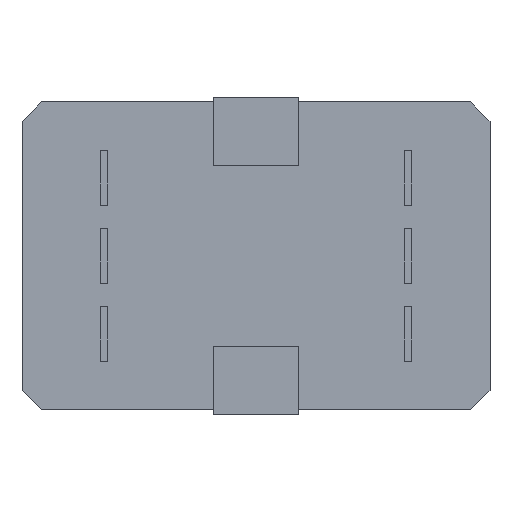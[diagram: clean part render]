
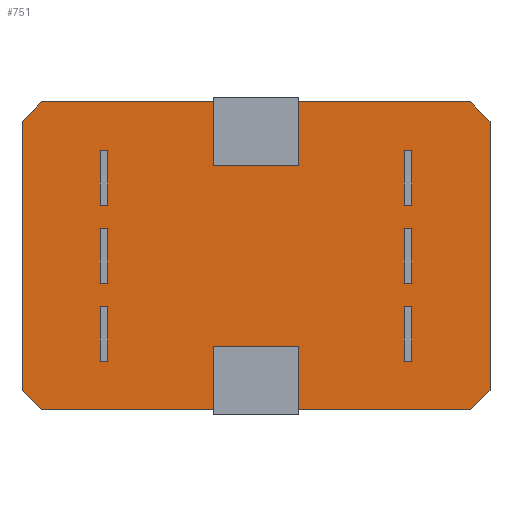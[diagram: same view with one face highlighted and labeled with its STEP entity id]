
A CAD part, top view. The second image highlights one B-rep face of the part: STEP entity #751.
In plain terms, the highlighted planar face has unit normal (0, 0, 1).
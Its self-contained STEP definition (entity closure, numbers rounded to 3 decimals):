
#57=FACE_OUTER_BOUND('',#95,.T.);
#95=EDGE_LOOP('',(#552,#553,#554,#555,#556,#557,#558,#559));
#140=LINE('',#1037,#248);
#141=LINE('',#1039,#249);
#142=LINE('',#1041,#250);
#143=LINE('',#1043,#251);
#144=LINE('',#1045,#252);
#145=LINE('',#1047,#253);
#146=LINE('',#1049,#254);
#147=LINE('',#1050,#255);
#248=VECTOR('',#844,1.);
#249=VECTOR('',#845,10.);
#250=VECTOR('',#846,1.);
#251=VECTOR('',#847,10.);
#252=VECTOR('',#848,1.);
#253=VECTOR('',#849,10.);
#254=VECTOR('',#850,1.);
#255=VECTOR('',#851,10.);
#356=VERTEX_POINT('',#1035);
#357=VERTEX_POINT('',#1036);
#358=VERTEX_POINT('',#1038);
#359=VERTEX_POINT('',#1040);
#360=VERTEX_POINT('',#1042);
#361=VERTEX_POINT('',#1044);
#362=VERTEX_POINT('',#1046);
#363=VERTEX_POINT('',#1048);
#444=EDGE_CURVE('',#356,#357,#140,.F.);
#445=EDGE_CURVE('',#358,#357,#141,.T.);
#446=EDGE_CURVE('',#358,#359,#142,.F.);
#447=EDGE_CURVE('',#359,#360,#143,.T.);
#448=EDGE_CURVE('',#360,#361,#144,.T.);
#449=EDGE_CURVE('',#361,#362,#145,.T.);
#450=EDGE_CURVE('',#362,#363,#146,.T.);
#451=EDGE_CURVE('',#356,#363,#147,.T.);
#552=ORIENTED_EDGE('',*,*,#444,.T.);
#553=ORIENTED_EDGE('',*,*,#445,.F.);
#554=ORIENTED_EDGE('',*,*,#446,.T.);
#555=ORIENTED_EDGE('',*,*,#447,.T.);
#556=ORIENTED_EDGE('',*,*,#448,.T.);
#557=ORIENTED_EDGE('',*,*,#449,.T.);
#558=ORIENTED_EDGE('',*,*,#450,.T.);
#559=ORIENTED_EDGE('',*,*,#451,.F.);
#713=PLANE('',#793);
#751=ADVANCED_FACE('',(#57),#713,.T.);
#793=AXIS2_PLACEMENT_3D('',#1034,#842,#843);
#842=DIRECTION('center_axis',(0.,0.,1.));
#843=DIRECTION('ref_axis',(1.,0.,0.));
#844=DIRECTION('',(1.,0.,0.));
#845=DIRECTION('',(0.707,0.707,0.));
#846=DIRECTION('',(0.,1.,0.));
#847=DIRECTION('',(0.707,-0.707,0.));
#848=DIRECTION('',(1.,0.,0.));
#849=DIRECTION('',(0.707,0.707,0.));
#850=DIRECTION('',(0.,1.,0.));
#851=DIRECTION('',(0.707,-0.707,0.));
#1034=CARTESIAN_POINT('Origin',(61.647,43.976,0.8));
#1035=CARTESIAN_POINT('',(116.647,83.476,0.8));
#1036=CARTESIAN_POINT('',(6.647,83.476,0.8));
#1037=CARTESIAN_POINT('',(61.647,83.476,0.8));
#1038=CARTESIAN_POINT('',(1.647,78.476,0.8));
#1039=CARTESIAN_POINT('',(1.647,78.476,0.8));
#1040=CARTESIAN_POINT('',(1.647,9.476,0.8));
#1041=CARTESIAN_POINT('',(1.647,43.976,0.8));
#1042=CARTESIAN_POINT('',(6.647,4.476,0.8));
#1043=CARTESIAN_POINT('',(1.647,9.476,0.8));
#1044=CARTESIAN_POINT('',(116.647,4.476,0.8));
#1045=CARTESIAN_POINT('',(61.647,4.476,0.8));
#1046=CARTESIAN_POINT('',(121.647,9.476,0.8));
#1047=CARTESIAN_POINT('',(116.647,4.476,0.8));
#1048=CARTESIAN_POINT('',(121.647,78.476,0.8));
#1049=CARTESIAN_POINT('',(121.647,43.976,0.8));
#1050=CARTESIAN_POINT('',(116.647,83.476,0.8));
